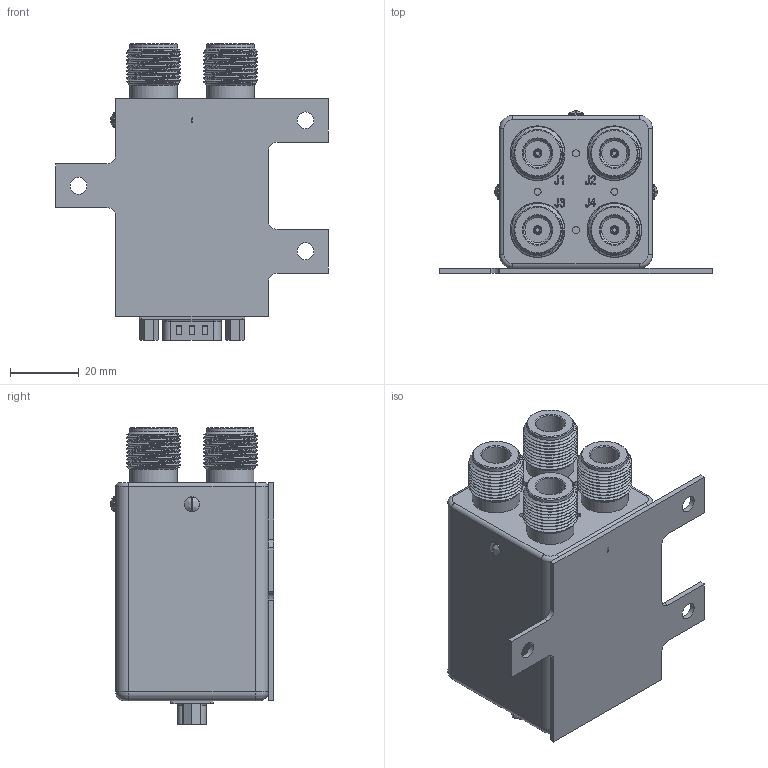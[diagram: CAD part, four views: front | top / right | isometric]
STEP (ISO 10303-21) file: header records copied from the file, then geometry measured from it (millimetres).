
FILE_DESCRIPTION (( 'STEP AP203' ), '1' );
FILE_NAME ('FMSW6385_3D.step', '2021-08-18T15:08:45', ( '' ), ( '' ), 'SwSTEP 2.0', 'SolidWorks 2021', '' );
FILE_SCHEMA (( 'CONFIG_CONTROL_DESIGN' ));
Length unit declared in the file: inch
Products named in the file (1): FMSW6385_3D
Bounding box: 79.25 x 47.45 x 86.41 mm (x, y, z)
Volume: 138793.5 mm3; surface area: 32150.2 mm2
Topology: 3 solids, 14 shells, 1316 faces, 3453 edges, 2272 vertices
Faces by surface type: plane 725, bspline 373, cylinder 108, cone 72, torus 20, sphere 18
Full cylindrical faces by diameter (mm): 0.508 x9, 1.016 x9, 1.27 x5, 2.032 x4, 2.184 x2, 2.54 x4, 3.048 x1, 3.556 x1, 4.42 x4, 4.902 x3, 8.382 x4, 13.767 x8
Entity records: 64480 total; most frequent: CARTESIAN_POINT 35533, ORIENTED_EDGE 6498, DIRECTION 4635, EDGE_CURVE 3249, VERTEX_POINT 2198, VECTOR 2051, LINE 2051, EDGE_LOOP 1545
